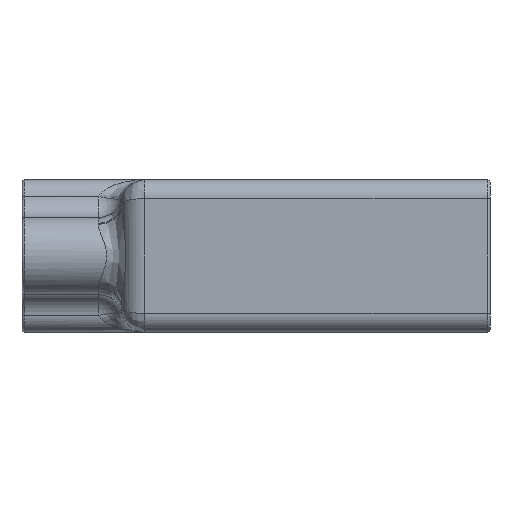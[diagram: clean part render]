
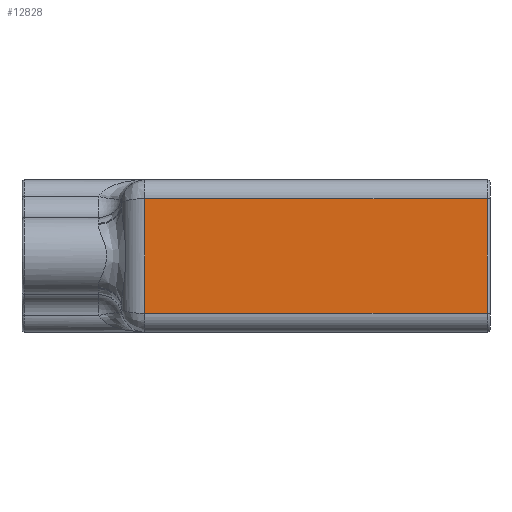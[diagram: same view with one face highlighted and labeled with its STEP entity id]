
A CAD part, left-side view. The second image highlights one B-rep face of the part: STEP entity #12828.
In plain terms, the highlighted planar face has unit normal (-1, 0, 0).
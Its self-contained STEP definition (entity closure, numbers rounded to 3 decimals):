
#220=PLANE('',#14411);
#733=LINE('',#24793,#1389);
#739=LINE('',#24910,#1395);
#740=LINE('',#24913,#1396);
#741=LINE('',#24914,#1397);
#1389=VECTOR('',#17904,10.);
#1395=VECTOR('',#17966,10.);
#1396=VECTOR('',#17969,10.);
#1397=VECTOR('',#17970,10.);
#2643=FACE_OUTER_BOUND('',#3554,.T.);
#3554=EDGE_LOOP('',(#10601,#10602,#10603,#10604));
#6042=VERTEX_POINT('',#24787);
#6043=VERTEX_POINT('',#24791);
#6056=VERTEX_POINT('',#24908);
#6057=VERTEX_POINT('',#24912);
#7628=EDGE_CURVE('',#6043,#6042,#733,.T.);
#7655=EDGE_CURVE('',#6042,#6056,#739,.T.);
#7656=EDGE_CURVE('',#6056,#6057,#740,.T.);
#7657=EDGE_CURVE('',#6057,#6043,#741,.T.);
#10601=ORIENTED_EDGE('',*,*,#7628,.T.);
#10602=ORIENTED_EDGE('',*,*,#7655,.T.);
#10603=ORIENTED_EDGE('',*,*,#7656,.T.);
#10604=ORIENTED_EDGE('',*,*,#7657,.T.);
#12828=ADVANCED_FACE('',(#2643),#220,.F.);
#14411=AXIS2_PLACEMENT_3D('',#24911,#17967,#17968);
#17904=DIRECTION('',(0.,0.,1.));
#17966=DIRECTION('',(0.,1.,0.));
#17967=DIRECTION('center_axis',(1.,0.,0.));
#17968=DIRECTION('ref_axis',(0.,-1.,0.));
#17969=DIRECTION('',(0.,0.,-1.));
#17970=DIRECTION('',(0.,-1.,0.));
#24787=CARTESIAN_POINT('',(-15.18,-59.75,10.1));
#24791=CARTESIAN_POINT('',(-15.18,-59.75,0.3));
#24793=CARTESIAN_POINT('',(-15.18,-59.75,0.));
#24908=CARTESIAN_POINT('',(-15.18,-30.5,10.1));
#24910=CARTESIAN_POINT('',(-15.18,-30.,10.1));
#24911=CARTESIAN_POINT('Origin',(-15.18,-20.,0.));
#24912=CARTESIAN_POINT('',(-15.18,-30.5,0.3));
#24913=CARTESIAN_POINT('',(-15.18,-30.5,2.6));
#24914=CARTESIAN_POINT('',(-15.18,-30.,0.3));
